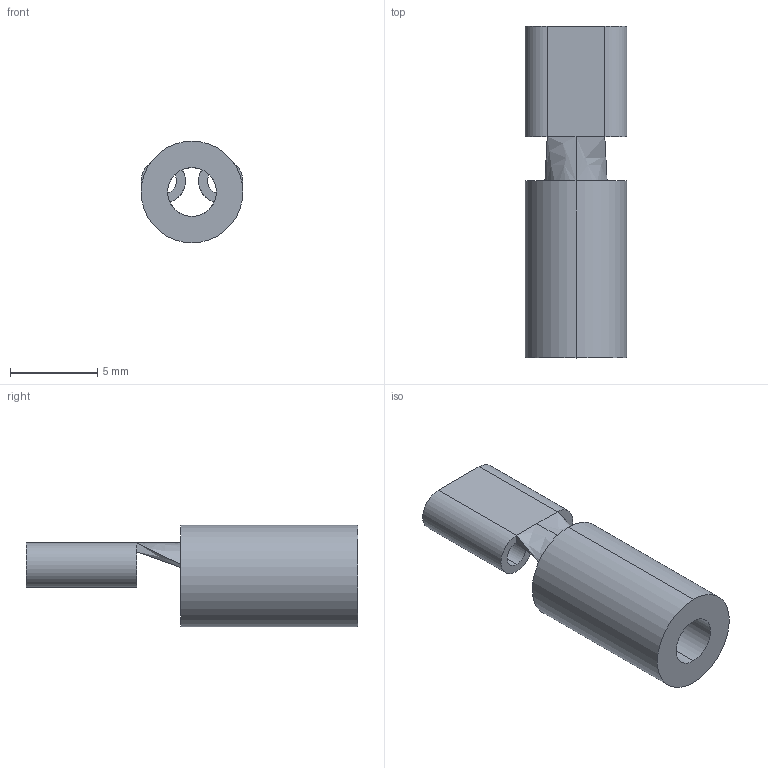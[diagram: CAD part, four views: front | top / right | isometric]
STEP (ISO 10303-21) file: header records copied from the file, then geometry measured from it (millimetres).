
FILE_DESCRIPTION(('FreeCAD Model'),'2;1');
FILE_NAME('Female QuickConnect-4_8mm-Red.STEP', '2020-10-24T14:48:08',('Author'),(''), 'Open CASCADE STEP processor 7.3','FreeCAD','Unknown');
FILE_SCHEMA(('AUTOMOTIVE_DESIGN { 1 0 10303 214 1 1 1 1 }'));
Length unit declared in the file: millimetre
Products named in the file (1): Female_Quick-Connect-4_8mm-Red
Bounding box: 5.84 x 19.05 x 5.84 mm (x, y, z)
Volume: 260.3 mm3; surface area: 537.1 mm2
Topology: 1 solids, 1 shells, 28 faces, 68 edges, 42 vertices
Faces by surface type: cylinder 12, plane 11, bspline 5
Entity records: 1042 total; most frequent: CARTESIAN_POINT 178, DIRECTION 140, ORIENTED_EDGE 136, EDGE_CURVE 68, AXIS2_PLACEMENT_3D 52, VERTEX_POINT 42, LINE 36, VECTOR 36
